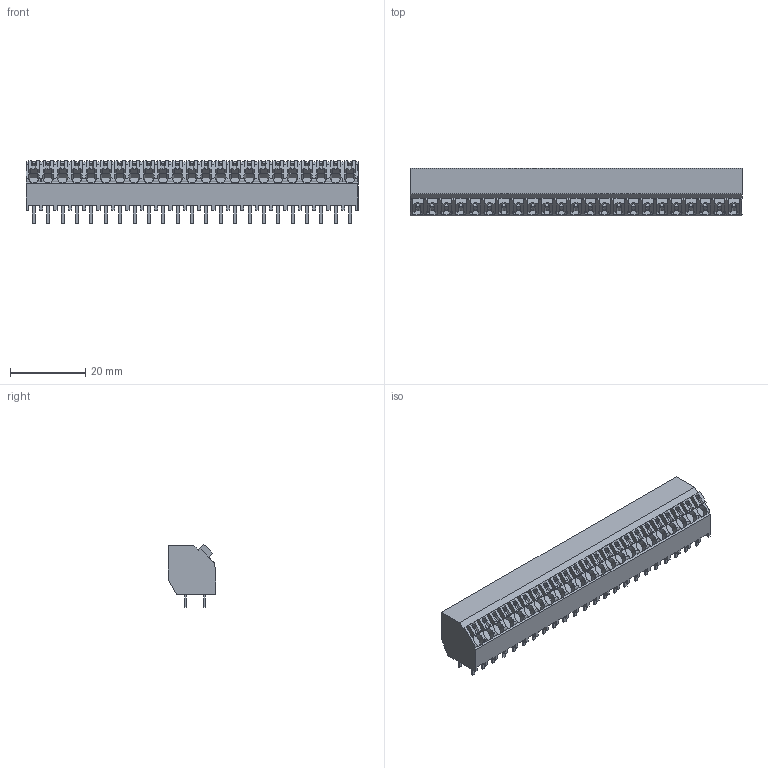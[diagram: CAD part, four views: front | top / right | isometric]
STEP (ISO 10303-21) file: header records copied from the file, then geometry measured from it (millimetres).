
FILE_DESCRIPTION(('CATIA V5 STEP Exchange','CAx-IF Rec.Pracs.--- Model Styling and Organization---1.2---2011-12-15'),'2;1');
FILE_NAME ('D1458544_0_1886090000_1886090000.stp','2018-03-20T12:04:10+00:00',('none'),('Weidmueller'),'CATIA Version 5-6 Release 2014','CATIA V5 STEP AP214','none');
FILE_SCHEMA(('AUTOMOTIVE_DESIGN { 1 0 10303 214 1 1 1 1 }'));
Length unit declared in the file: millimetre
Products named in the file (1): 1886090000
Bounding box: 88.02 x 12.7 x 16.66 mm (x, y, z)
Volume: 10084.3 mm3; surface area: 9229.2 mm2
Topology: 70 solids, 70 shells, 1395 faces, 4021 edges, 2766 vertices
Faces by surface type: plane 1276, cylinder 119
Entity records: 41783 total; most frequent: CARTESIAN_POINT 8276, ORIENTED_EDGE 8042, DIRECTION 5065, EDGE_CURVE 4021, VECTOR 3556, LINE 3556, VERTEX_POINT 2766, EDGE_LOOP 1441
